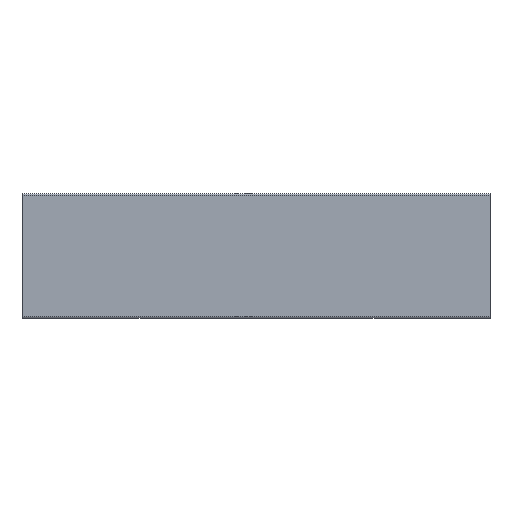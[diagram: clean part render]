
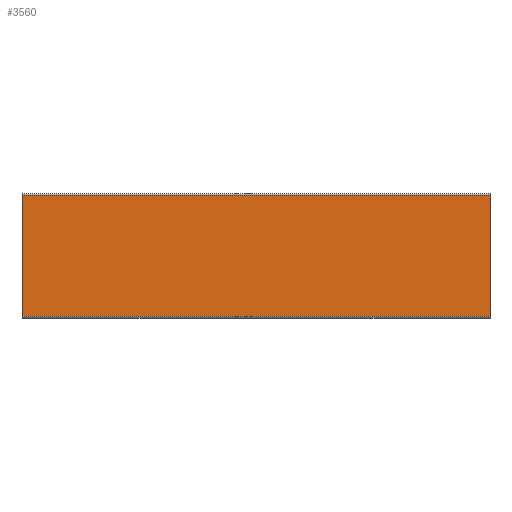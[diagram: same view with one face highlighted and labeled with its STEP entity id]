
A CAD part, top view. The second image highlights one B-rep face of the part: STEP entity #3560.
In plain terms, the highlighted planar face has unit normal (0, 0, 1).
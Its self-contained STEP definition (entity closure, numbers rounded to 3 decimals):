
#37 = CARTESIAN_POINT ( 'NONE',  ( 750., -200., 0. ) ) ;
#46 = LINE ( 'NONE', #360, #1210 ) ;
#119 = CARTESIAN_POINT ( 'NONE',  ( -750., 194., 0. ) ) ;
#181 = CARTESIAN_POINT ( 'NONE',  ( 750., -194., 0. ) ) ;
#202 = VERTEX_POINT ( 'NONE', #181 ) ;
#360 = CARTESIAN_POINT ( 'NONE',  ( -750., -200., 0. ) ) ;
#393 = VERTEX_POINT ( 'NONE', #2986 ) ;
#428 = DIRECTION ( 'NONE',  ( 1., 0., 0. ) ) ;
#654 = VECTOR ( 'NONE', #2793, 1000. ) ;
#659 = VERTEX_POINT ( 'NONE', #119 ) ;
#1031 = DIRECTION ( 'NONE',  ( 0., 0., -1. ) ) ;
#1090 = ORIENTED_EDGE ( 'NONE', *, *, #2348, .T. ) ;
#1210 = VECTOR ( 'NONE', #1412, 1000. ) ;
#1412 = DIRECTION ( 'NONE',  ( 0., -1., 0. ) ) ;
#1418 = AXIS2_PLACEMENT_3D ( 'NONE', #3515, #1031, #3221 ) ;
#1437 = ORIENTED_EDGE ( 'NONE', *, *, #1635, .T. ) ;
#1476 = VERTEX_POINT ( 'NONE', #2778 ) ;
#1529 = CARTESIAN_POINT ( 'NONE',  ( 750., 194., 0. ) ) ;
#1635 = EDGE_CURVE ( 'NONE', #1476, #202, #2053, .T. ) ;
#1783 = ORIENTED_EDGE ( 'NONE', *, *, #1826, .T. ) ;
#1826 = EDGE_CURVE ( 'NONE', #202, #393, #2473, .T. ) ;
#1829 = LINE ( 'NONE', #1529, #3146 ) ;
#2053 = LINE ( 'NONE', #3186, #2454 ) ;
#2118 = FACE_OUTER_BOUND ( 'NONE', #2868, .T. ) ;
#2348 = EDGE_CURVE ( 'NONE', #659, #1476, #46, .T. ) ;
#2414 = PLANE ( 'NONE',  #1418 ) ;
#2454 = VECTOR ( 'NONE', #428, 1000. ) ;
#2473 = LINE ( 'NONE', #37, #654 ) ;
#2778 = CARTESIAN_POINT ( 'NONE',  ( -750., -194., 0. ) ) ;
#2793 = DIRECTION ( 'NONE',  ( 0., 1., 0. ) ) ;
#2868 = EDGE_LOOP ( 'NONE', ( #3060, #1090, #1437, #1783 ) ) ;
#2981 = EDGE_CURVE ( 'NONE', #393, #659, #1829, .T. ) ;
#2986 = CARTESIAN_POINT ( 'NONE',  ( 750., 194., 0. ) ) ;
#3060 = ORIENTED_EDGE ( 'NONE', *, *, #2981, .T. ) ;
#3135 = DIRECTION ( 'NONE',  ( -1., 0., 0. ) ) ;
#3146 = VECTOR ( 'NONE', #3135, 1000. ) ;
#3186 = CARTESIAN_POINT ( 'NONE',  ( -750., -194., 0. ) ) ;
#3221 = DIRECTION ( 'NONE',  ( -1., 0., 0. ) ) ;
#3515 = CARTESIAN_POINT ( 'NONE',  ( 0., 0., 0. ) ) ;
#3560 = ADVANCED_FACE ( 'NONE', ( #2118 ), #2414, .F. ) ;
